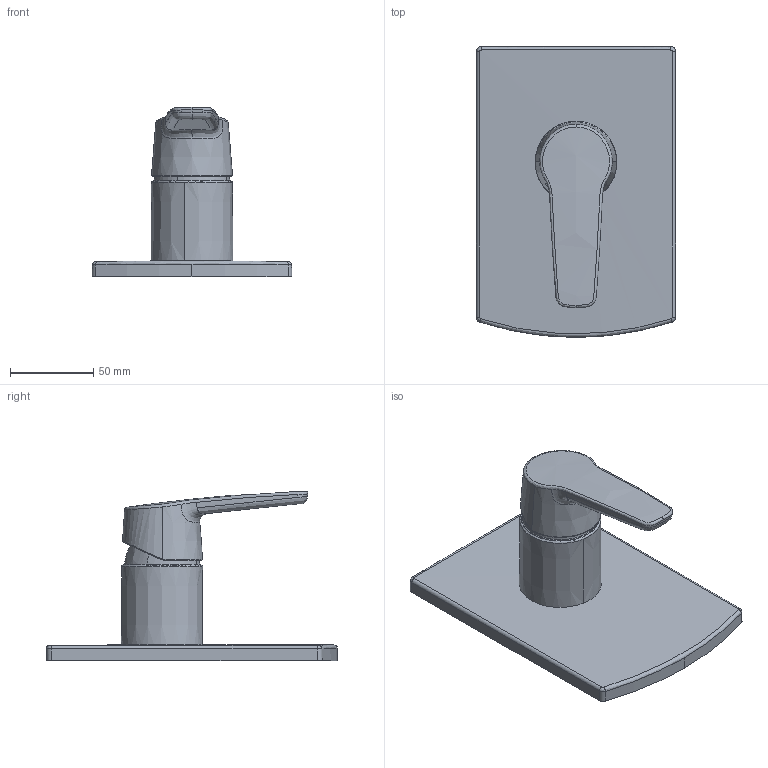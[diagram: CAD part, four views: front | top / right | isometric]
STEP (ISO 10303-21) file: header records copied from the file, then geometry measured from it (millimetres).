
FILE_DESCRIPTION (( 'STEP AP203' ), '1' );
FILE_NAME ('50617183.STEP', '2019-03-11T07:52:57', ( '' ), ( '' ), 'SwSTEP 2.0', 'SolidWorks 2016', '' );
FILE_SCHEMA (( 'CONFIG_CONTROL_DESIGN' ));
Length unit declared in the file: millimetre
Products named in the file (1): 50617183
Bounding box: 120 x 175 x 101.8 mm (x, y, z)
Volume: 358093 mm3; surface area: 62904.2 mm2
Topology: 1 solids, 1 shells, 63 faces, 176 edges, 117 vertices
Faces by surface type: bspline 40, cylinder 9, plane 7, cone 5, torus 2
Entity records: 12583 total; most frequent: CARTESIAN_POINT 11256, ORIENTED_EDGE 352, EDGE_CURVE 176, DIRECTION 129, VERTEX_POINT 117, B_SPLINE_CURVE_WITH_KNOTS 112, EDGE_LOOP 65, FACE_OUTER_BOUND 63
